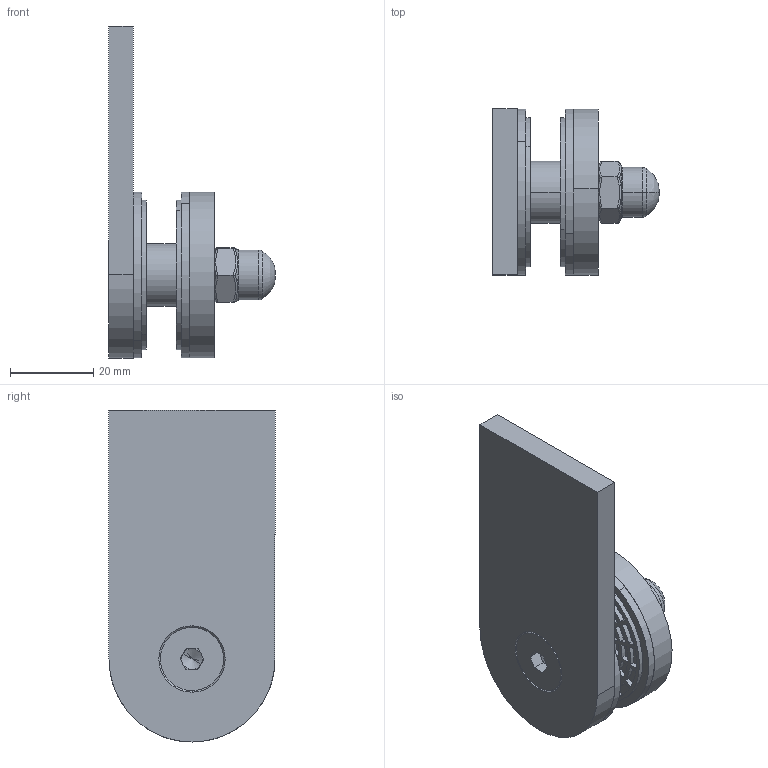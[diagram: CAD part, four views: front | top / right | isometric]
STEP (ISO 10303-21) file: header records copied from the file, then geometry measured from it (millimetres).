
FILE_DESCRIPTION (( 'STEP AP203' ), '1' );
FILE_NAME ('1801405F.STEP', '2021-09-30T07:48:35', ( '' ), ( '' ), 'SwSTEP 2.0', 'SolidWorks 2020', '' );
FILE_SCHEMA (( 'CONFIG_CONTROL_DESIGN' ));
Length unit declared in the file: millimetre
Products named in the file (8): 1801405F Part2; 1801405F Part1; 1801405F; 1899505TA; 1899505TA Part1; 1899405NS; socket countersunk head screw_bsi_ISO 10642 - M8 x 35 --- 35S; 1899405RI
Assembly tree (8 placements, depth 3):
  1801405F
    1801405F Part1
    1899405RI  x2
    1899405NS
    1899505TA
      1899505TA Part1
      socket countersunk head screw_bsi_ISO 10642 - M8 x 35 --- 35S
    1801405F Part2
Bounding box: 40.24 x 40 x 80 mm (x, y, z)
Volume: 34554.8 mm3; surface area: 21532.1 mm2
Topology: 7 solids, 7 shells, 892 faces, 2149 edges, 1399 vertices
Faces by surface type: plane 422, cylinder 340, cone 108, bspline 12, torus 10
Entity records: 17897 total; most frequent: CARTESIAN_POINT 3498, DIRECTION 3007, ORIENTED_EDGE 2702, EDGE_CURVE 1351, AXIS2_PLACEMENT_3D 1136, VERTEX_POINT 871, LINE 735, VECTOR 735
